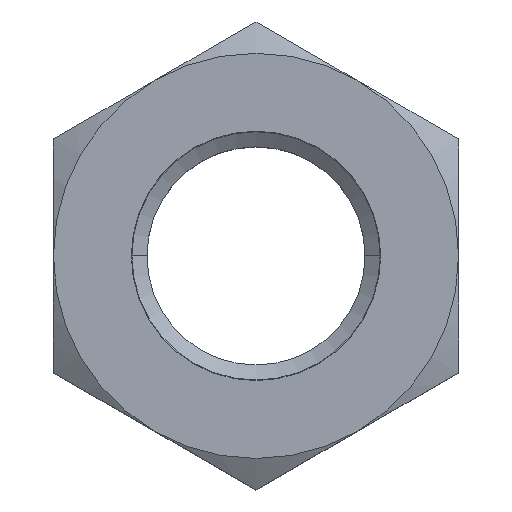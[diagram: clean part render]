
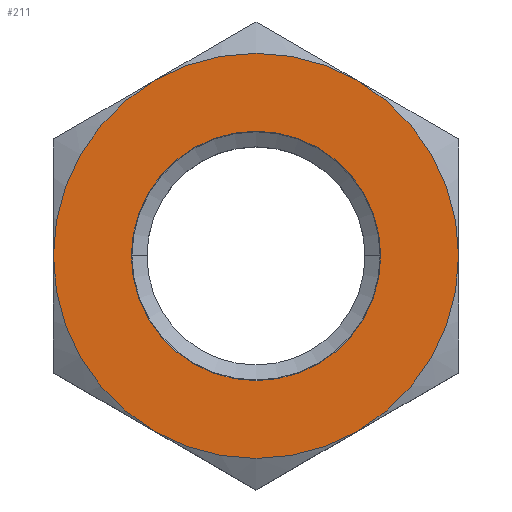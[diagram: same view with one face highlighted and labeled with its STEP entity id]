
A CAD part, top view. The second image highlights one B-rep face of the part: STEP entity #211.
In plain terms, the highlighted planar face has unit normal (0, 0, 1).
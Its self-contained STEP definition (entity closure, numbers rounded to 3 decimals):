
#21 = DIRECTION ( 'NONE',  ( -1., 0., 0. ) ) ;
#28 = DIRECTION ( 'NONE',  ( -1., 0., 0. ) ) ;
#29 = CARTESIAN_POINT ( 'NONE',  ( 4., 0., 0. ) ) ;
#34 = AXIS2_PLACEMENT_3D ( 'NONE', #1343, #105, #1098 ) ;
#40 = DIRECTION ( 'NONE',  ( 0., 0., -1. ) ) ;
#46 = CARTESIAN_POINT ( 'NONE',  ( 3.25, 5.629, 0. ) ) ;
#65 = EDGE_CURVE ( 'NONE', #1076, #313, #1114, .T. ) ;
#70 = CARTESIAN_POINT ( 'NONE',  ( 0., 0., 0. ) ) ;
#86 = CARTESIAN_POINT ( 'NONE',  ( -3.25, -5.629, 0. ) ) ;
#96 = EDGE_CURVE ( 'NONE', #669, #1179, #121, .T. ) ;
#105 = DIRECTION ( 'NONE',  ( 0., 0., -1. ) ) ;
#116 = ORIENTED_EDGE ( 'NONE', *, *, #437, .F. ) ;
#121 = CIRCLE ( 'NONE', #940, 6.5 ) ;
#132 = CARTESIAN_POINT ( 'NONE',  ( 0., 0., 0. ) ) ;
#146 = EDGE_LOOP ( 'NONE', ( #381, #116, #787, #439, #1375, #1147 ) ) ;
#158 = AXIS2_PLACEMENT_3D ( 'NONE', #70, #521, #962 ) ;
#175 = CIRCLE ( 'NONE', #34, 6.5 ) ;
#189 = EDGE_LOOP ( 'NONE', ( #235, #1430 ) ) ;
#211 = ADVANCED_FACE ( 'NONE', ( #467, #1364 ), #355, .F. ) ;
#224 = DIRECTION ( 'NONE',  ( 1., 0., 0. ) ) ;
#235 = ORIENTED_EDGE ( 'NONE', *, *, #65, .F. ) ;
#269 = AXIS2_PLACEMENT_3D ( 'NONE', #581, #1023, #21 ) ;
#271 = DIRECTION ( 'NONE',  ( -1., 0., 0. ) ) ;
#286 = DIRECTION ( 'NONE',  ( 0., 0., 1. ) ) ;
#297 = EDGE_CURVE ( 'NONE', #313, #1076, #1425, .T. ) ;
#313 = VERTEX_POINT ( 'NONE', #614 ) ;
#355 = PLANE ( 'NONE',  #269 ) ;
#373 = DIRECTION ( 'NONE',  ( 0., 0., -1. ) ) ;
#374 = CIRCLE ( 'NONE', #1139, 6.5 ) ;
#377 = DIRECTION ( 'NONE',  ( -1., 0., 0. ) ) ;
#381 = ORIENTED_EDGE ( 'NONE', *, *, #1275, .F. ) ;
#387 = CARTESIAN_POINT ( 'NONE',  ( 0., 0., 0. ) ) ;
#437 = EDGE_CURVE ( 'NONE', #1179, #1424, #1432, .T. ) ;
#439 = ORIENTED_EDGE ( 'NONE', *, *, #727, .F. ) ;
#458 = CARTESIAN_POINT ( 'NONE',  ( -3.25, 5.629, 0. ) ) ;
#467 = FACE_BOUND ( 'NONE', #189, .T. ) ;
#468 = CARTESIAN_POINT ( 'NONE',  ( 6.5, 0., 0. ) ) ;
#504 = VERTEX_POINT ( 'NONE', #458 ) ;
#507 = CARTESIAN_POINT ( 'NONE',  ( 3.25, -5.629, 0. ) ) ;
#511 = DIRECTION ( 'NONE',  ( 1., 0., 0. ) ) ;
#521 = DIRECTION ( 'NONE',  ( 0., 0., 1. ) ) ;
#522 = AXIS2_PLACEMENT_3D ( 'NONE', #387, #286, #511 ) ;
#560 = AXIS2_PLACEMENT_3D ( 'NONE', #955, #1202, #854 ) ;
#581 = CARTESIAN_POINT ( 'NONE',  ( 0., 7.506, 0. ) ) ;
#611 = CIRCLE ( 'NONE', #158, 6.5 ) ;
#614 = CARTESIAN_POINT ( 'NONE',  ( -4., 0., 0. ) ) ;
#665 = CARTESIAN_POINT ( 'NONE',  ( 0., 0., 0. ) ) ;
#669 = VERTEX_POINT ( 'NONE', #507 ) ;
#671 = VERTEX_POINT ( 'NONE', #46 ) ;
#727 = EDGE_CURVE ( 'NONE', #1342, #669, #374, .T. ) ;
#787 = ORIENTED_EDGE ( 'NONE', *, *, #96, .F. ) ;
#854 = DIRECTION ( 'NONE',  ( -1., 0., 0. ) ) ;
#855 = EDGE_CURVE ( 'NONE', #504, #671, #1170, .T. ) ;
#886 = EDGE_CURVE ( 'NONE', #1342, #671, #611, .T. ) ;
#940 = AXIS2_PLACEMENT_3D ( 'NONE', #1259, #1143, #28 ) ;
#955 = CARTESIAN_POINT ( 'NONE',  ( 0., 0., 0. ) ) ;
#962 = DIRECTION ( 'NONE',  ( 1., 0., 0. ) ) ;
#1007 = CARTESIAN_POINT ( 'NONE',  ( -6.5, 0., 0. ) ) ;
#1023 = DIRECTION ( 'NONE',  ( 0., 0., -1. ) ) ;
#1076 = VERTEX_POINT ( 'NONE', #29 ) ;
#1098 = DIRECTION ( 'NONE',  ( -1., 0., 0. ) ) ;
#1114 = CIRCLE ( 'NONE', #1434, 4. ) ;
#1139 = AXIS2_PLACEMENT_3D ( 'NONE', #1386, #40, #377 ) ;
#1143 = DIRECTION ( 'NONE',  ( 0., 0., -1. ) ) ;
#1147 = ORIENTED_EDGE ( 'NONE', *, *, #855, .F. ) ;
#1170 = CIRCLE ( 'NONE', #560, 6.5 ) ;
#1179 = VERTEX_POINT ( 'NONE', #86 ) ;
#1202 = DIRECTION ( 'NONE',  ( 0., 0., -1. ) ) ;
#1228 = DIRECTION ( 'NONE',  ( 0., 0., 1. ) ) ;
#1259 = CARTESIAN_POINT ( 'NONE',  ( 0., 0., 0. ) ) ;
#1275 = EDGE_CURVE ( 'NONE', #1424, #504, #175, .T. ) ;
#1342 = VERTEX_POINT ( 'NONE', #468 ) ;
#1343 = CARTESIAN_POINT ( 'NONE',  ( 0., 0., 0. ) ) ;
#1364 = FACE_OUTER_BOUND ( 'NONE', #146, .T. ) ;
#1375 = ORIENTED_EDGE ( 'NONE', *, *, #886, .T. ) ;
#1386 = CARTESIAN_POINT ( 'NONE',  ( 0., 0., 0. ) ) ;
#1410 = AXIS2_PLACEMENT_3D ( 'NONE', #132, #373, #271 ) ;
#1424 = VERTEX_POINT ( 'NONE', #1007 ) ;
#1425 = CIRCLE ( 'NONE', #522, 4. ) ;
#1430 = ORIENTED_EDGE ( 'NONE', *, *, #297, .F. ) ;
#1432 = CIRCLE ( 'NONE', #1410, 6.5 ) ;
#1434 = AXIS2_PLACEMENT_3D ( 'NONE', #665, #1228, #224 ) ;
